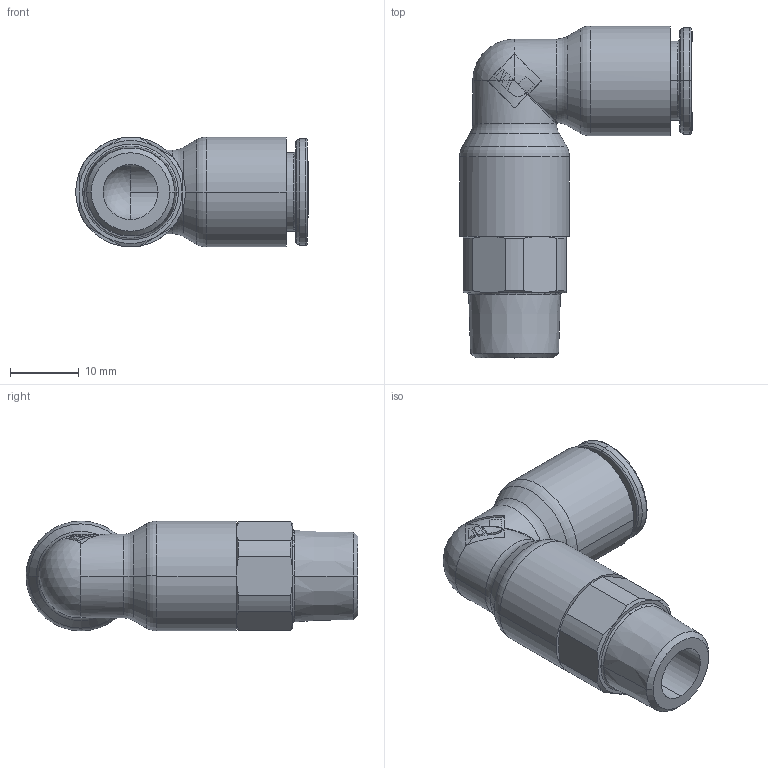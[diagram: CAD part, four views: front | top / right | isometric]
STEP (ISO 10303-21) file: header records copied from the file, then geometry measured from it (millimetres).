
FILE_DESCRIPTION(('STEP AP214'),'1');
FILE_NAME('6809_10_13.stp','2016-07-07T14:43:22',('TraceParts'),('TraceParts S.A.'),'Spatial InterOp 3D',' ',' ');
FILE_SCHEMA(('automotive_design'));
Length unit declared in the file: millimetre
Products named in the file (8): 6809 10 13|44110-19_ASM_1280#44110-19_ASM|44110-32_1276#44110-32;Solide1; 6809 10 13|44110-19_ASM_1280#44110-19_ASM|44110_1277#44110;Solide1; 6809 10 13|44110-19_ASM_1280#44110-19_ASM|44110-30_1278#44110-30;Solide1; 6809 10 13|44110-19_ASM_1280#44110-19_ASM|44110-40_1279#44110-40;Solide1; 6809 10 13|44520-02_1275#44520-02;Solide1; 6809 10 13|44320-16-69_1281#44320-16-69;Solide1; 6809 10 13|44110-11-10-ASM_1282#44110-11-10-ASM;Solide1; 6809 10 13|44110-11-10-ASM_1283#44110-11-10-ASM;Solide1
Bounding box: 33.9 x 48.35 x 16 mm (x, y, z)
Volume: 6571.3 mm3; surface area: 9037.8 mm2
Topology: 8 solids, 8 shells, 820 faces, 2086 edges, 1309 vertices
Faces by surface type: plane 306, cylinder 158, torus 131, cone 120, bspline 97, sphere 8
Entity records: 36373 total; most frequent: CARTESIAN_POINT 9961, ORIENTED_EDGE 4172, DIRECTION 4103, EDGE_CURVE 2086, AXIS2_PLACEMENT_3D 1531, VERTEX_POINT 1309, LINE 1041, VECTOR 1041
